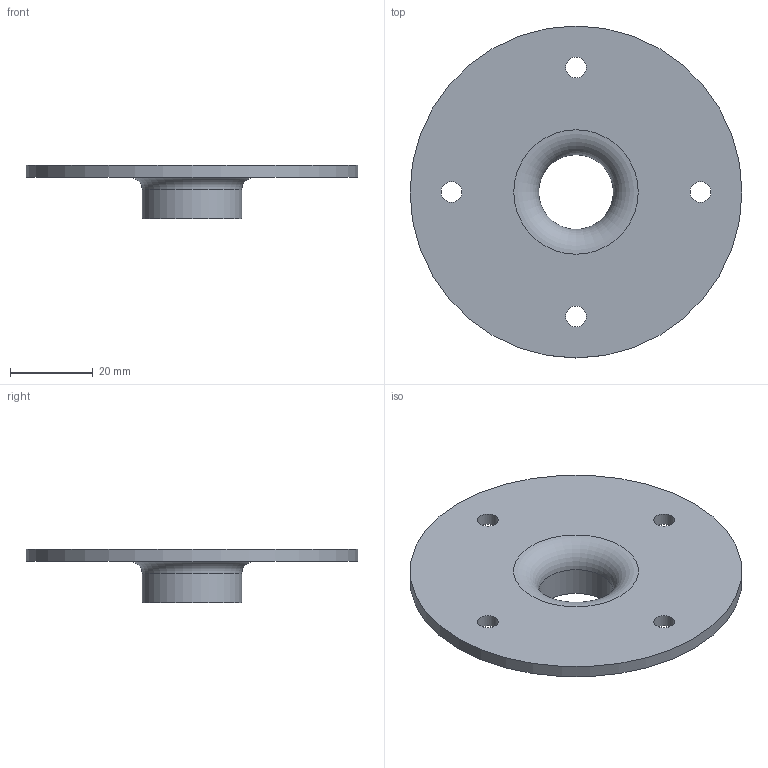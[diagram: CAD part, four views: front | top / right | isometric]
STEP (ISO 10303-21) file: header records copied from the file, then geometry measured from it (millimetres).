
FILE_DESCRIPTION(/* description */ ('STEP AP214'),/* implementation_level */ '2;1');
FILE_NAME(/* name */ '68c909a381b25eab297e3c54',/* time_stamp */ '2025-09-16T06:54:28Z',/* author */ (''),/* organization */ (''),/* preprocessor_version */ 'ST-DEVELOPER v20',/* originating_system */ 'ONSHAPE BY PTC INC, 1.203',/* authorisation */ ' ');
FILE_SCHEMA (('AUTOMOTIVE_DESIGN {1 0 10303 214 3 1 1}'));
Length unit declared in the file: metre
Products named in the file (1): Part 1
Bounding box: 80 x 80 x 13 mm (x, y, z)
Volume: 15711.6 mm3; surface area: 11596 mm2
Topology: 1 solids, 1 shells, 12 faces, 25 edges, 16 vertices
Faces by surface type: cylinder 7, plane 3, torus 2
Full cylindrical faces by diameter (mm): 5 x4, 18 x1, 24 x1, 80 x1
Entity records: 334 total; most frequent: DIRECTION 58, CARTESIAN_POINT 45, ORIENTED_EDGE 32, EDGE_LOOP 32, FACE_BOUND 32, AXIS2_PLACEMENT_3D 29, EDGE_CURVE 16, VERTEX_POINT 16
